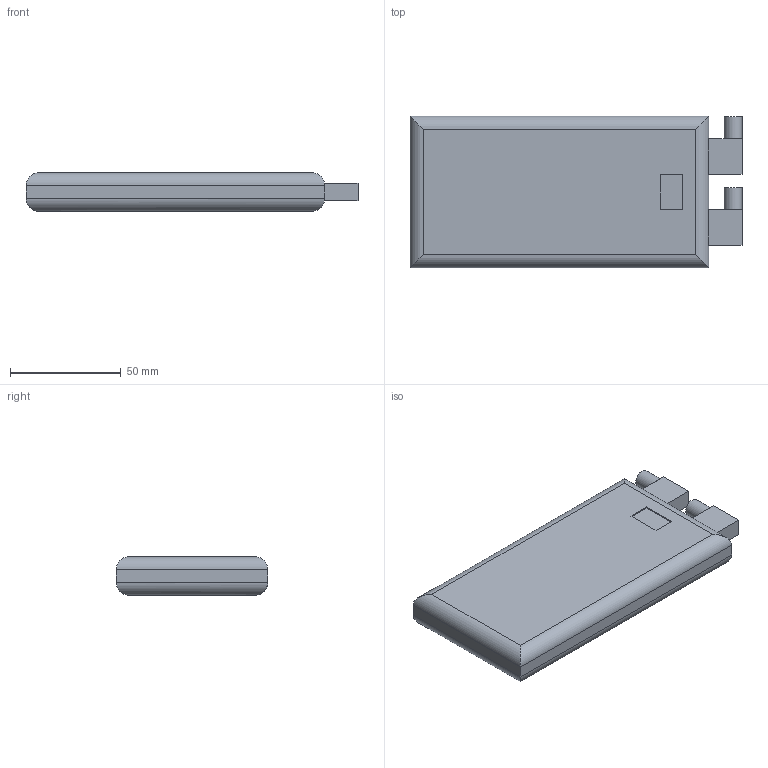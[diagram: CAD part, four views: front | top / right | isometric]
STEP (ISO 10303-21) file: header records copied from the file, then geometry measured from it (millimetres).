
FILE_DESCRIPTION(/* description */ (''),/* implementation_level */ '2;1');
FILE_NAME(/* name */ 'Battery.step',/* time_stamp */ '2023-01-29T12:15:29-08:00',/* author */ (''),/* organization */ (''),/* preprocessor_version */ 'ST-DEVELOPER v19',/* originating_system */ 'Autodesk Translation Framework v11.7.0.108',/* authorisation */ '');
FILE_SCHEMA (('AUTOMOTIVE_DESIGN { 1 0 10303 214 3 1 1 }'));
Length unit declared in the file: millimetre
Products named in the file (1): Battery
Bounding box: 150 x 68.5 x 17.5 mm (x, y, z)
Volume: 160473.5 mm3; surface area: 25709.7 mm2
Topology: 2 solids, 2 shells, 43 faces, 94 edges, 56 vertices
Faces by surface type: plane 33, cylinder 10
Full cylindrical faces by diameter (mm): 8 x2
Entity records: 1189 total; most frequent: DIRECTION 196, CARTESIAN_POINT 194, ORIENTED_EDGE 188, EDGE_CURVE 94, LINE 80, VECTOR 80, AXIS2_PLACEMENT_3D 58, VERTEX_POINT 56
